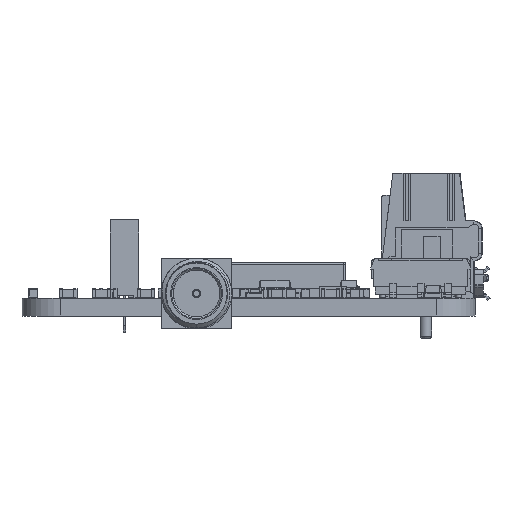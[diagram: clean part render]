
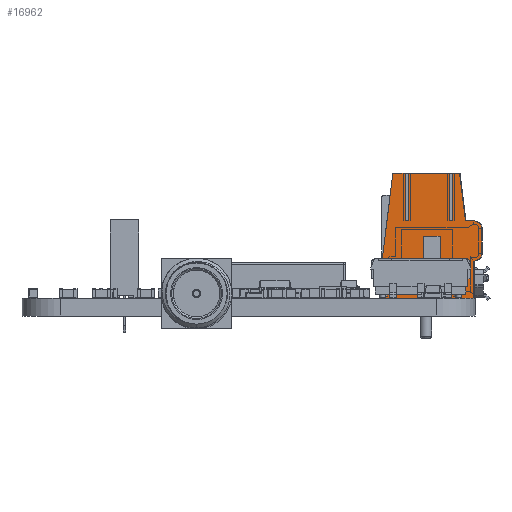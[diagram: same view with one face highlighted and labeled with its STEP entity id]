
A CAD part, left-side view. The second image highlights one B-rep face of the part: STEP entity #16962.
In plain terms, the highlighted planar face has unit normal (-1, 0, 0).
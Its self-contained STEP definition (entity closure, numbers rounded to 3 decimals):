
#15817 = VERTEX_POINT('',#15818);
#15818 = CARTESIAN_POINT('',(-2.5,-2.141,-1.463));
#15824 = EDGE_CURVE('',#15817,#15825,#15827,.T.);
#15825 = VERTEX_POINT('',#15826);
#15826 = CARTESIAN_POINT('',(-2.5,5.7,-0.5));
#15827 = LINE('',#15828,#15829);
#15828 = CARTESIAN_POINT('',(-2.5,5.7,-0.5));
#15829 = VECTOR('',#15830,1.);
#15830 = DIRECTION('',(0.,0.993,0.122));
#15927 = VERTEX_POINT('',#15928);
#15928 = CARTESIAN_POINT('',(-2.5,-5.7,6.8));
#15961 = VERTEX_POINT('',#15962);
#15962 = CARTESIAN_POINT('',(-2.5,-2.2,6.8));
#15968 = EDGE_CURVE('',#15961,#15927,#15969,.T.);
#15969 = LINE('',#15970,#15971);
#15970 = CARTESIAN_POINT('',(-2.5,-5.7,6.8));
#15971 = VECTOR('',#15972,1.);
#15972 = DIRECTION('',(-0.,-1.,-0.));
#16031 = EDGE_CURVE('',#15927,#16032,#16034,.T.);
#16032 = VERTEX_POINT('',#16033);
#16033 = CARTESIAN_POINT('',(-2.5,-5.7,-1.5));
#16034 = LINE('',#16035,#16036);
#16035 = CARTESIAN_POINT('',(-2.5,-5.7,-0.4));
#16036 = VECTOR('',#16037,1.);
#16037 = DIRECTION('',(-0.,0.,-1.));
#16395 = EDGE_CURVE('',#15825,#16396,#16398,.T.);
#16396 = VERTEX_POINT('',#16397);
#16397 = CARTESIAN_POINT('',(-2.5,5.7,0.6));
#16398 = LINE('',#16399,#16400);
#16399 = CARTESIAN_POINT('',(-2.5,5.7,5.5));
#16400 = VECTOR('',#16401,1.);
#16401 = DIRECTION('',(-0.,0.,1.));
#16437 = VERTEX_POINT('',#16438);
#16438 = CARTESIAN_POINT('',(-2.5,5.7,0.9));
#16444 = EDGE_CURVE('',#16437,#16445,#16447,.T.);
#16445 = VERTEX_POINT('',#16446);
#16446 = CARTESIAN_POINT('',(-2.5,5.7,4.6));
#16447 = LINE('',#16448,#16449);
#16448 = CARTESIAN_POINT('',(-2.5,5.7,5.5));
#16449 = VECTOR('',#16450,1.);
#16450 = DIRECTION('',(-0.,0.,1.));
#16486 = VERTEX_POINT('',#16487);
#16487 = CARTESIAN_POINT('',(-2.5,5.7,4.9));
#16493 = EDGE_CURVE('',#16486,#16494,#16496,.T.);
#16494 = VERTEX_POINT('',#16495);
#16495 = CARTESIAN_POINT('',(-2.5,5.7,5.5));
#16496 = LINE('',#16497,#16498);
#16497 = CARTESIAN_POINT('',(-2.5,5.7,5.5));
#16498 = VECTOR('',#16499,1.);
#16499 = DIRECTION('',(-0.,0.,1.));
#16707 = VERTEX_POINT('',#16708);
#16708 = CARTESIAN_POINT('',(-2.5,-1.5,7.5));
#16714 = EDGE_CURVE('',#16707,#15961,#16715,.T.);
#16715 = CIRCLE('',#16716,0.7);
#16716 = AXIS2_PLACEMENT_3D('',#16717,#16718,#16719);
#16717 = CARTESIAN_POINT('',(-2.5,-1.5,6.8));
#16718 = DIRECTION('',(1.,0.,-0.));
#16719 = DIRECTION('',(0.,0.,1.));
#16739 = VERTEX_POINT('',#16740);
#16740 = CARTESIAN_POINT('',(-2.5,0.7,7.5));
#16746 = EDGE_CURVE('',#16739,#16707,#16747,.T.);
#16747 = LINE('',#16748,#16749);
#16748 = CARTESIAN_POINT('',(-2.5,-1.5,7.5));
#16749 = VECTOR('',#16750,1.);
#16750 = DIRECTION('',(-0.,-1.,-0.));
#16771 = VERTEX_POINT('',#16772);
#16772 = CARTESIAN_POINT('',(-2.5,1.4,6.8));
#16778 = EDGE_CURVE('',#16771,#16739,#16779,.T.);
#16779 = CIRCLE('',#16780,0.7);
#16780 = AXIS2_PLACEMENT_3D('',#16781,#16782,#16783);
#16781 = CARTESIAN_POINT('',(-2.5,0.7,6.8));
#16782 = DIRECTION('',(1.,0.,-0.));
#16783 = DIRECTION('',(0.,0.,1.));
#16916 = VERTEX_POINT('',#16917);
#16917 = CARTESIAN_POINT('',(-2.5,1.4,6.028));
#16923 = EDGE_CURVE('',#16916,#16771,#16924,.T.);
#16924 = LINE('',#16925,#16926);
#16925 = CARTESIAN_POINT('',(-2.5,1.4,6.8));
#16926 = VECTOR('',#16927,1.);
#16927 = DIRECTION('',(-0.,0.,1.));
#16952 = EDGE_CURVE('',#16494,#16916,#16953,.T.);
#16953 = LINE('',#16954,#16955);
#16954 = CARTESIAN_POINT('',(-2.5,1.4,6.028));
#16955 = VECTOR('',#16956,1.);
#16956 = DIRECTION('',(-0.,-0.993,0.122));
#16962 = ADVANCED_FACE('',(#16963),#17035,.T.);
#16963 = FACE_BOUND('',#16964,.T.);
#16964 = EDGE_LOOP('',(#16965,#16966,#16967,#16976,#16982,#16983,#16984,
    #16985,#16986,#16987,#16988,#16989,#16990,#16998,#17006,#17012,
    #17013,#17021,#17029));
#16965 = ORIENTED_EDGE('',*,*,#16395,.F.);
#16966 = ORIENTED_EDGE('',*,*,#15824,.F.);
#16967 = ORIENTED_EDGE('',*,*,#16968,.F.);
#16968 = EDGE_CURVE('',#16969,#15817,#16971,.T.);
#16969 = VERTEX_POINT('',#16970);
#16970 = CARTESIAN_POINT('',(-2.5,-2.75,-1.5));
#16971 = CIRCLE('',#16972,5.);
#16972 = AXIS2_PLACEMENT_3D('',#16973,#16974,#16975);
#16973 = CARTESIAN_POINT('',(-2.5,-2.75,3.5));
#16974 = DIRECTION('',(1.,0.,-0.));
#16975 = DIRECTION('',(0.,0.,1.));
#16976 = ORIENTED_EDGE('',*,*,#16977,.F.);
#16977 = EDGE_CURVE('',#16032,#16969,#16978,.T.);
#16978 = LINE('',#16979,#16980);
#16979 = CARTESIAN_POINT('',(-2.5,-2.75,-1.5));
#16980 = VECTOR('',#16981,1.);
#16981 = DIRECTION('',(0.,1.,0.));
#16982 = ORIENTED_EDGE('',*,*,#16031,.F.);
#16983 = ORIENTED_EDGE('',*,*,#15968,.F.);
#16984 = ORIENTED_EDGE('',*,*,#16714,.F.);
#16985 = ORIENTED_EDGE('',*,*,#16746,.F.);
#16986 = ORIENTED_EDGE('',*,*,#16778,.F.);
#16987 = ORIENTED_EDGE('',*,*,#16923,.F.);
#16988 = ORIENTED_EDGE('',*,*,#16952,.F.);
#16989 = ORIENTED_EDGE('',*,*,#16493,.F.);
#16990 = ORIENTED_EDGE('',*,*,#16991,.F.);
#16991 = EDGE_CURVE('',#16992,#16486,#16994,.T.);
#16992 = VERTEX_POINT('',#16993);
#16993 = CARTESIAN_POINT('',(-2.5,1.4,4.9));
#16994 = LINE('',#16995,#16996);
#16995 = CARTESIAN_POINT('',(-2.5,0.635,4.9));
#16996 = VECTOR('',#16997,1.);
#16997 = DIRECTION('',(-0.,1.,0.));
#16998 = ORIENTED_EDGE('',*,*,#16999,.T.);
#16999 = EDGE_CURVE('',#16992,#17000,#17002,.T.);
#17000 = VERTEX_POINT('',#17001);
#17001 = CARTESIAN_POINT('',(-2.5,1.4,4.6));
#17002 = LINE('',#17003,#17004);
#17003 = CARTESIAN_POINT('',(-2.5,1.4,4.6));
#17004 = VECTOR('',#17005,1.);
#17005 = DIRECTION('',(0.,0.,-1.));
#17006 = ORIENTED_EDGE('',*,*,#17007,.T.);
#17007 = EDGE_CURVE('',#17000,#16445,#17008,.T.);
#17008 = LINE('',#17009,#17010);
#17009 = CARTESIAN_POINT('',(-2.5,0.635,4.6));
#17010 = VECTOR('',#17011,1.);
#17011 = DIRECTION('',(-0.,1.,0.));
#17012 = ORIENTED_EDGE('',*,*,#16444,.F.);
#17013 = ORIENTED_EDGE('',*,*,#17014,.F.);
#17014 = EDGE_CURVE('',#17015,#16437,#17017,.T.);
#17015 = VERTEX_POINT('',#17016);
#17016 = CARTESIAN_POINT('',(-2.5,1.4,0.9));
#17017 = LINE('',#17018,#17019);
#17018 = CARTESIAN_POINT('',(-2.5,0.635,0.9));
#17019 = VECTOR('',#17020,1.);
#17020 = DIRECTION('',(-0.,1.,0.));
#17021 = ORIENTED_EDGE('',*,*,#17022,.T.);
#17022 = EDGE_CURVE('',#17015,#17023,#17025,.T.);
#17023 = VERTEX_POINT('',#17024);
#17024 = CARTESIAN_POINT('',(-2.5,1.4,0.6));
#17025 = LINE('',#17026,#17027);
#17026 = CARTESIAN_POINT('',(-2.5,1.4,0.6));
#17027 = VECTOR('',#17028,1.);
#17028 = DIRECTION('',(0.,0.,-1.));
#17029 = ORIENTED_EDGE('',*,*,#17030,.T.);
#17030 = EDGE_CURVE('',#17023,#16396,#17031,.T.);
#17031 = LINE('',#17032,#17033);
#17032 = CARTESIAN_POINT('',(-2.5,0.635,0.6));
#17033 = VECTOR('',#17034,1.);
#17034 = DIRECTION('',(-0.,1.,0.));
#17035 = PLANE('',#17036);
#17036 = AXIS2_PLACEMENT_3D('',#17037,#17038,#17039);
#17037 = CARTESIAN_POINT('',(-2.5,-1.5,6.8));
#17038 = DIRECTION('',(-1.,-0.,0.));
#17039 = DIRECTION('',(0.,0.,1.));
